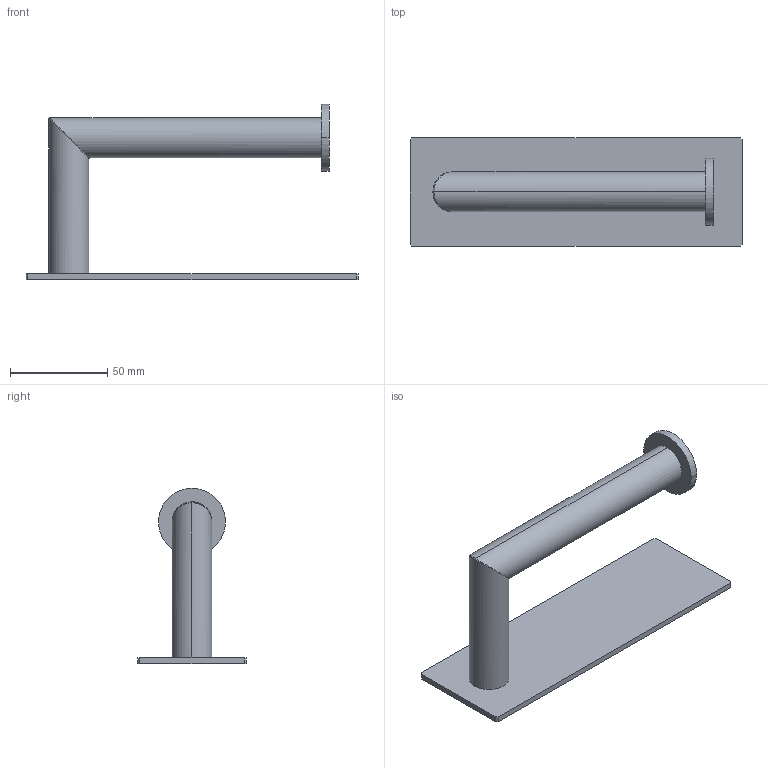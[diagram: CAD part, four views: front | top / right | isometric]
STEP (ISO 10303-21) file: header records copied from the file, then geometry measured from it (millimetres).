
FILE_DESCRIPTION((''),'2;1');
FILE_NAME('2540-1570','2021-01-29T16:27:21',('rsmith'),(''),'CREO PARAMETRIC BY PTC INC, 2018400','CREO PARAMETRIC BY PTC INC, 2018400','');
FILE_SCHEMA(('AUTOMOTIVE_DESIGN { 1 0 10303 214 1 1 1 1 }'));
Length unit declared in the file: inch
Products named in the file (1): 2540-1570
Bounding box: 170.94 x 55.88 x 90.3 mm (x, y, z)
Volume: 47283 mm3; surface area: 46977.2 mm2
Topology: 1 solids, 2 shells, 31 faces, 66 edges, 42 vertices
Faces by surface type: plane 15, cylinder 12, bspline 4
Entity records: 1593 total; most frequent: CARTESIAN_POINT 531, COLOUR_RGB 146, ORIENTED_EDGE 132, DIRECTION 126, PRESENTATION_STYLE_ASSIGNMENT 68, STYLED_ITEM 68, CURVE_STYLE 66, EDGE_CURVE 66
